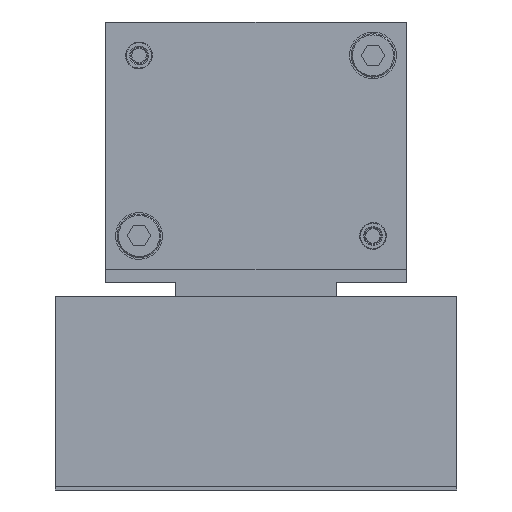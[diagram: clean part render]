
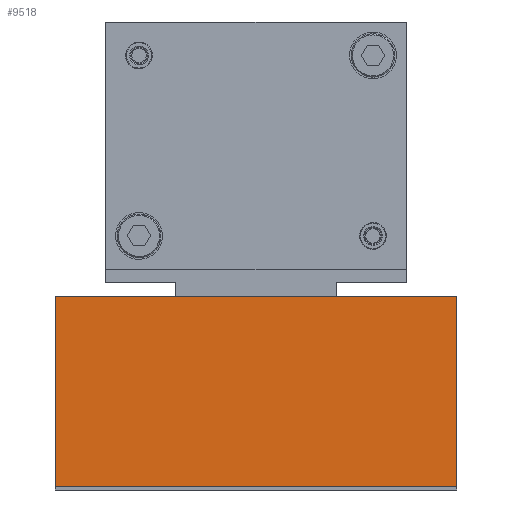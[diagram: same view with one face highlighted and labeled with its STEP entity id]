
A CAD part, left-side view. The second image highlights one B-rep face of the part: STEP entity #9518.
In plain terms, the highlighted planar face has unit normal (-1, 0, 0).
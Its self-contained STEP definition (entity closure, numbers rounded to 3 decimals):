
#8670=CARTESIAN_POINT('Vertex',(20.,120.,1.)) ;
#8673=CARTESIAN_POINT('Line Origine',(20.,120.,29.5)) ;
#8677=CARTESIAN_POINT('Vertex',(20.,120.,58.)) ;
#8742=CARTESIAN_POINT('Vertex',(20.,0.,58.)) ;
#8745=CARTESIAN_POINT('Line Origine',(20.,0.,29.5)) ;
#8749=CARTESIAN_POINT('Vertex',(20.,0.,1.)) ;
#9373=CARTESIAN_POINT('Line Origine',(20.,60.,58.)) ;
#9502=CARTESIAN_POINT('Axis2P3D Location',(20.,120.,1.)) ;
#9507=CARTESIAN_POINT('Line Origine',(20.,60.,1.)) ;
#8674=DIRECTION('Vector Direction',(0.,0.,-1.)) ;
#8746=DIRECTION('Vector Direction',(0.,0.,1.)) ;
#9374=DIRECTION('Vector Direction',(0.,1.,0.)) ;
#9503=DIRECTION('Axis2P3D Direction',(-1.,0.,0.)) ;
#9504=DIRECTION('Axis2P3D XDirection',(0.,-1.,0.)) ;
#9508=DIRECTION('Vector Direction',(0.,-1.,0.)) ;
#9505=AXIS2_PLACEMENT_3D('Plane Axis2P3D',#9502,#9503,#9504) ;
#9513=ORIENTED_EDGE('',*,*,#8679,.T.) ;
#9514=ORIENTED_EDGE('',*,*,#9511,.T.) ;
#9515=ORIENTED_EDGE('',*,*,#8751,.T.) ;
#9516=ORIENTED_EDGE('',*,*,#9377,.T.) ;
#8675=VECTOR('Line Direction',#8674,1.) ;
#8747=VECTOR('Line Direction',#8746,1.) ;
#9375=VECTOR('Line Direction',#9374,1.) ;
#9509=VECTOR('Line Direction',#9508,1.) ;
#9518=ADVANCED_FACE('Brep With Voids',(#9517),#9506,.T.) ;
#8679=EDGE_CURVE('',#8678,#8671,#8676,.T.) ;
#8751=EDGE_CURVE('',#8750,#8743,#8748,.T.) ;
#9377=EDGE_CURVE('',#8743,#8678,#9376,.T.) ;
#9511=EDGE_CURVE('',#8671,#8750,#9510,.T.) ;
#9512=EDGE_LOOP('',(#9513,#9514,#9515,#9516)) ;
#9517=FACE_OUTER_BOUND('',#9512,.T.) ;
#8676=LINE('Line',#8673,#8675) ;
#8748=LINE('Line',#8745,#8747) ;
#9376=LINE('Line',#9373,#9375) ;
#9510=LINE('Line',#9507,#9509) ;
#9506=PLANE('Plane',#9505) ;
#8671=VERTEX_POINT('',#8670) ;
#8678=VERTEX_POINT('',#8677) ;
#8743=VERTEX_POINT('',#8742) ;
#8750=VERTEX_POINT('',#8749) ;
